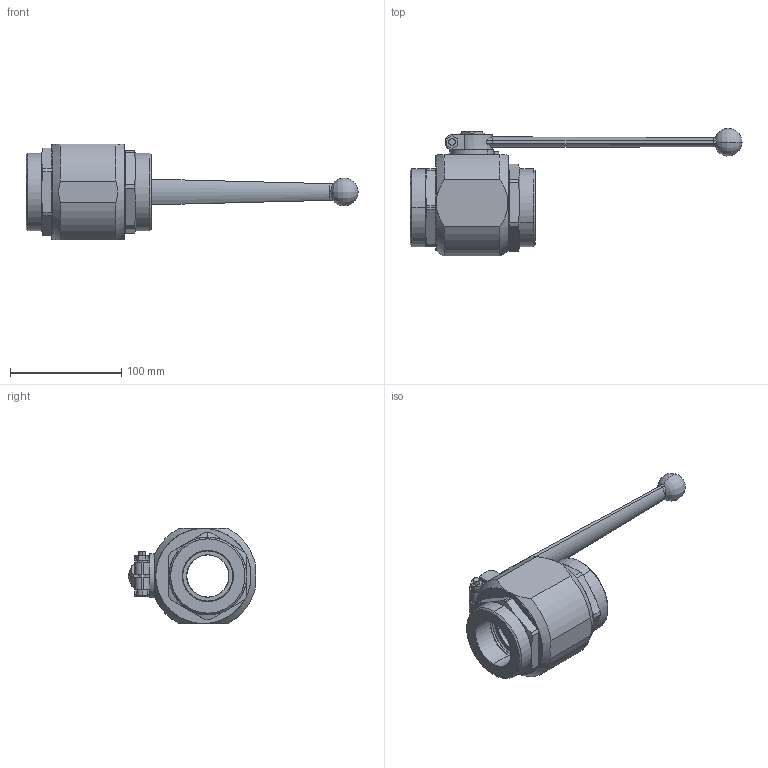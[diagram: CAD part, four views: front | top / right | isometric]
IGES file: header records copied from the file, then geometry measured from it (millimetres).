
Start section: SolidWorks IGES file using analytic representation for surfaces
Global section: file name: 1.5 BV A+A, Ball Valve.IGS; native system: SolidWorks 2019; preprocessor: SolidWorks 2019; author: M.Baier; date: 200618.115657; units: millimetre
Bounding box: 298.3 x 114.4 x 86 mm (x, y, z)
Surface area: 129674.2 mm2 (no closed solid volume)
Topology: 0 solids, 0 shells, 396 faces, 6110 edges, 6106 vertices
Faces by surface type: revolution 238, bspline 158
